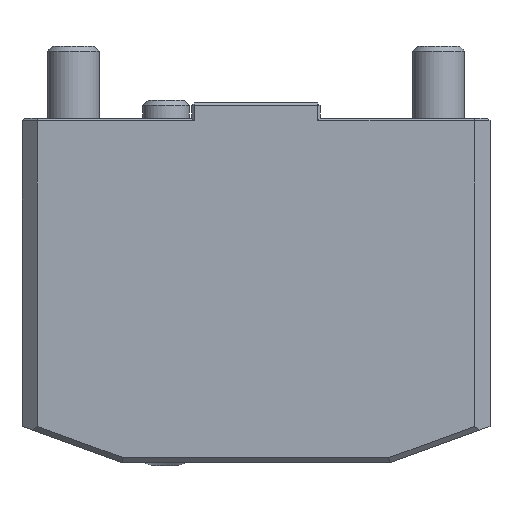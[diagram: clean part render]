
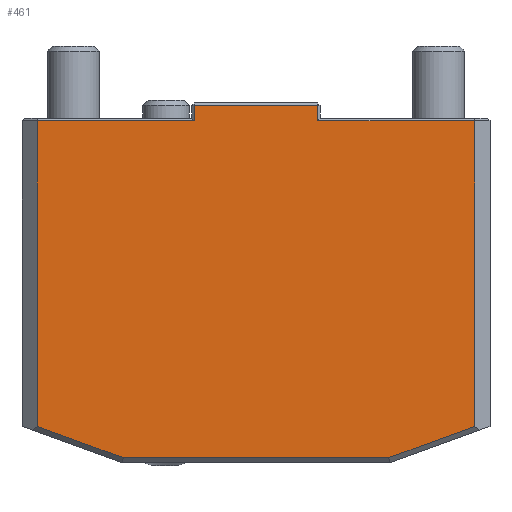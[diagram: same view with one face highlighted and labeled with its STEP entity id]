
A CAD part, left-side view. The second image highlights one B-rep face of the part: STEP entity #461.
In plain terms, the highlighted planar face has unit normal (-1, 0, 0).
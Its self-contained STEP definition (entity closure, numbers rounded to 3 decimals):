
#58=LINE('',#2720,#213);
#59=LINE('',#2723,#214);
#60=LINE('',#2725,#215);
#61=LINE('',#2727,#216);
#62=LINE('',#2729,#217);
#63=LINE('',#2731,#218);
#64=LINE('',#2733,#219);
#65=LINE('',#2735,#220);
#66=LINE('',#2737,#221);
#67=LINE('',#2739,#222);
#213=VECTOR('',#1999,1.);
#214=VECTOR('',#2000,1.);
#215=VECTOR('',#2001,1.);
#216=VECTOR('',#2002,1.);
#217=VECTOR('',#2003,1.);
#218=VECTOR('',#2004,1.);
#219=VECTOR('',#2005,1.);
#220=VECTOR('',#2006,1.);
#221=VECTOR('',#2007,1.);
#222=VECTOR('',#2008,1.);
#461=ADVANCED_FACE('',(#651),#569,.T.);
#569=PLANE('',#1800);
#651=FACE_OUTER_BOUND('',#756,.T.);
#756=EDGE_LOOP('',(#921,#922,#923,#924,#925,#926,#927,#928,#929,#930));
#921=ORIENTED_EDGE('',*,*,#1497,.T.);
#922=ORIENTED_EDGE('',*,*,#1498,.T.);
#923=ORIENTED_EDGE('',*,*,#1499,.T.);
#924=ORIENTED_EDGE('',*,*,#1500,.T.);
#925=ORIENTED_EDGE('',*,*,#1501,.T.);
#926=ORIENTED_EDGE('',*,*,#1502,.T.);
#927=ORIENTED_EDGE('',*,*,#1503,.T.);
#928=ORIENTED_EDGE('',*,*,#1504,.T.);
#929=ORIENTED_EDGE('',*,*,#1505,.T.);
#930=ORIENTED_EDGE('',*,*,#1506,.T.);
#1353=VERTEX_POINT('',#2721);
#1354=VERTEX_POINT('',#2722);
#1355=VERTEX_POINT('',#2724);
#1356=VERTEX_POINT('',#2726);
#1357=VERTEX_POINT('',#2728);
#1358=VERTEX_POINT('',#2730);
#1359=VERTEX_POINT('',#2732);
#1360=VERTEX_POINT('',#2734);
#1361=VERTEX_POINT('',#2736);
#1362=VERTEX_POINT('',#2738);
#1497=EDGE_CURVE('',#1353,#1354,#58,.T.);
#1498=EDGE_CURVE('',#1354,#1355,#59,.T.);
#1499=EDGE_CURVE('',#1355,#1356,#60,.T.);
#1500=EDGE_CURVE('',#1356,#1357,#61,.T.);
#1501=EDGE_CURVE('',#1357,#1358,#62,.T.);
#1502=EDGE_CURVE('',#1358,#1359,#63,.T.);
#1503=EDGE_CURVE('',#1359,#1360,#64,.T.);
#1504=EDGE_CURVE('',#1360,#1361,#65,.T.);
#1505=EDGE_CURVE('',#1361,#1362,#66,.T.);
#1506=EDGE_CURVE('',#1362,#1353,#67,.T.);
#1800=AXIS2_PLACEMENT_3D('',#2740,#2009,#2010);
#1999=DIRECTION('',(0.,-1.,0.));
#2000=DIRECTION('',(0.,-0.94,0.342));
#2001=DIRECTION('',(0.,0.,1.));
#2002=DIRECTION('',(0.,1.,0.));
#2003=DIRECTION('',(0.,0.,1.));
#2004=DIRECTION('',(0.,1.,0.));
#2005=DIRECTION('',(0.,0.,-1.));
#2006=DIRECTION('',(0.,1.,0.));
#2007=DIRECTION('',(0.,0.,-1.));
#2008=DIRECTION('',(0.,-0.94,-0.342));
#2009=DIRECTION('',(-1.,0.,0.));
#2010=DIRECTION('',(0.,0.,-1.));
#2720=CARTESIAN_POINT('',(-62.,-26.,-66.));
#2721=CARTESIAN_POINT('',(-62.,25.824,-66.));
#2722=CARTESIAN_POINT('',(-62.,-25.824,-66.));
#2723=CARTESIAN_POINT('',(-62.,-42.158,-60.055));
#2724=CARTESIAN_POINT('',(-62.,-42.5,-59.93));
#2725=CARTESIAN_POINT('',(-62.,-42.5,0.));
#2726=CARTESIAN_POINT('',(-62.,-42.5,-0.5));
#2727=CARTESIAN_POINT('',(-62.,-12.5,-0.5));
#2728=CARTESIAN_POINT('',(-62.,-12.,-0.5));
#2729=CARTESIAN_POINT('',(-62.,-12.,3.));
#2730=CARTESIAN_POINT('',(-62.,-12.,2.5));
#2731=CARTESIAN_POINT('',(-62.,12.5,2.5));
#2732=CARTESIAN_POINT('',(-62.,12.,2.5));
#2733=CARTESIAN_POINT('',(-62.,12.,0.));
#2734=CARTESIAN_POINT('',(-62.,12.,-0.5));
#2735=CARTESIAN_POINT('',(-62.,42.5,-0.5));
#2736=CARTESIAN_POINT('',(-62.,42.5,-0.5));
#2737=CARTESIAN_POINT('',(-62.,42.5,-59.903));
#2738=CARTESIAN_POINT('',(-62.,42.5,-59.93));
#2739=CARTESIAN_POINT('',(-62.,25.658,-66.06));
#2740=CARTESIAN_POINT('',(-62.,-22.467,-19.4));
